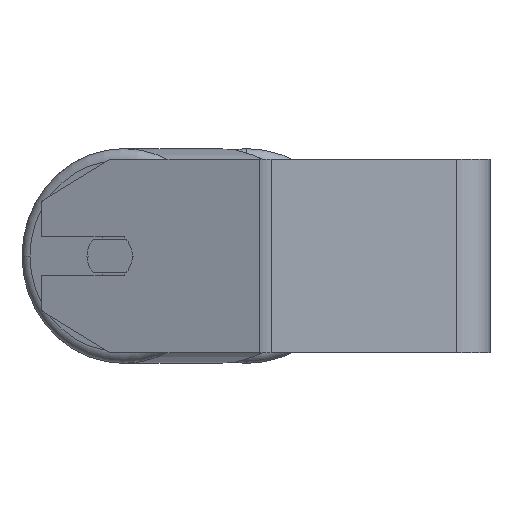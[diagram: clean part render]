
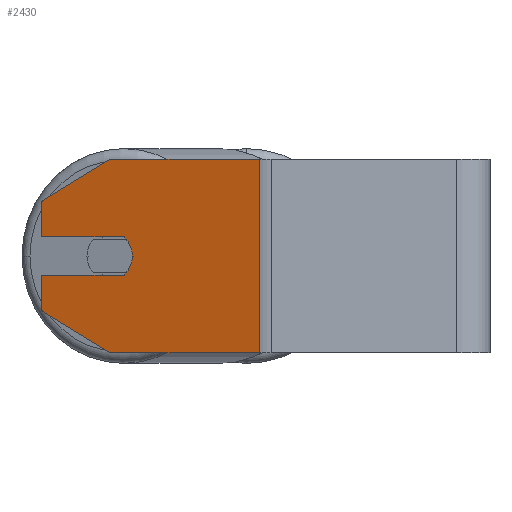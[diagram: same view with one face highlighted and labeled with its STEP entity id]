
A CAD part, left-side view. The second image highlights one B-rep face of the part: STEP entity #2430.
In plain terms, the highlighted planar face has unit normal (-0.94, 0.342, 0).
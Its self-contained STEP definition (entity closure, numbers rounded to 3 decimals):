
#24 = ORIENTED_EDGE ( 'NONE', *, *, #4288, .F. ) ;
#248 = LINE ( 'NONE', #4067, #3087 ) ;
#391 = CARTESIAN_POINT ( 'NONE',  ( -216.278, 185.801, -8. ) ) ;
#472 = DIRECTION ( 'NONE',  ( 0.342, 0.94, 0. ) ) ;
#583 = CARTESIAN_POINT ( 'NONE',  ( -216.278, 185.801, 8. ) ) ;
#894 = CARTESIAN_POINT ( 'NONE',  ( -228.59, 151.972, -8. ) ) ;
#1058 = CARTESIAN_POINT ( 'NONE',  ( -216.278, 185.801, 22.679 ) ) ;
#1073 = LINE ( 'NONE', #5658, #7560 ) ;
#1090 = CARTESIAN_POINT ( 'NONE',  ( -226.538, 157.61, -40. ) ) ;
#1175 = AXIS2_PLACEMENT_3D ( 'NONE', #3408, #7232, #3372 ) ;
#1204 = EDGE_CURVE ( 'NONE', #8160, #7902, #8111, .T. ) ;
#1240 = DIRECTION ( 'NONE',  ( 0., 0., -1. ) ) ;
#1273 = VECTOR ( 'NONE', #6879, 1000. ) ;
#1301 = EDGE_CURVE ( 'NONE', #4588, #4323, #3002, .T. ) ;
#1396 = DIRECTION ( 'NONE',  ( 0.94, -0.342, 0. ) ) ;
#1445 = CARTESIAN_POINT ( 'NONE',  ( -226.538, 157.61, 40. ) ) ;
#1489 = CARTESIAN_POINT ( 'NONE',  ( -216.278, 185.801, 40. ) ) ;
#1606 = ORIENTED_EDGE ( 'NONE', *, *, #5474, .T. ) ;
#1641 = ORIENTED_EDGE ( 'NONE', *, *, #6573, .F. ) ;
#1649 = CARTESIAN_POINT ( 'NONE',  ( -216.278, 185.801, 40. ) ) ;
#1697 = LINE ( 'NONE', #8407, #3614 ) ;
#1720 = CARTESIAN_POINT ( 'NONE',  ( -226.538, 157.61, -40. ) ) ;
#1882 = DIRECTION ( 'NONE',  ( -0.342, -0.94, 0. ) ) ;
#2004 = FACE_OUTER_BOUND ( 'NONE', #2583, .T. ) ;
#2011 = ORIENTED_EDGE ( 'NONE', *, *, #5834, .F. ) ;
#2164 = CARTESIAN_POINT ( 'NONE',  ( -216.278, 185.801, 40. ) ) ;
#2203 = DIRECTION ( 'NONE',  ( -0.342, -0.94, 0. ) ) ;
#2430 = ADVANCED_FACE ( 'NONE', ( #2004 ), #7892, .F. ) ;
#2583 = EDGE_LOOP ( 'NONE', ( #1641, #2011, #4913, #5774, #1606, #4331, #8182, #5708, #5982, #24, #5475 ) ) ;
#2991 = CARTESIAN_POINT ( 'NONE',  ( -226.538, 157.61, 0. ) ) ;
#3002 = LINE ( 'NONE', #1090, #1273 ) ;
#3004 = EDGE_CURVE ( 'NONE', #5579, #8160, #1697, .T. ) ;
#3087 = VECTOR ( 'NONE', #2203, 1000. ) ;
#3292 = VECTOR ( 'NONE', #5476, 1000. ) ;
#3321 = VECTOR ( 'NONE', #1240, 1000. ) ;
#3372 = DIRECTION ( 'NONE',  ( -0.342, -0.94, 0. ) ) ;
#3408 = CARTESIAN_POINT ( 'NONE',  ( -226.538, 157.61, 0. ) ) ;
#3483 = CARTESIAN_POINT ( 'NONE',  ( -216.278, 185.801, -22.679 ) ) ;
#3527 = VERTEX_POINT ( 'NONE', #4321 ) ;
#3614 = VECTOR ( 'NONE', #6550, 1000. ) ;
#3824 = CARTESIAN_POINT ( 'NONE',  ( -216.278, 185.801, -40. ) ) ;
#3851 = VECTOR ( 'NONE', #6494, 1000. ) ;
#3866 = AXIS2_PLACEMENT_3D ( 'NONE', #2164, #1396, #7983 ) ;
#4067 = CARTESIAN_POINT ( 'NONE',  ( -216.278, 185.801, 40. ) ) ;
#4235 = VECTOR ( 'NONE', #1882, 1000. ) ;
#4255 = CARTESIAN_POINT ( 'NONE',  ( -249.156, 95.469, 40. ) ) ;
#4288 = EDGE_CURVE ( 'NONE', #5720, #7902, #1073, .T. ) ;
#4321 = CARTESIAN_POINT ( 'NONE',  ( -229.959, 148.213, 0. ) ) ;
#4323 = VERTEX_POINT ( 'NONE', #1720 ) ;
#4331 = ORIENTED_EDGE ( 'NONE', *, *, #7596, .F. ) ;
#4343 = LINE ( 'NONE', #3824, #4235 ) ;
#4469 = CARTESIAN_POINT ( 'NONE',  ( -249.156, 95.469, 40. ) ) ;
#4543 = EDGE_CURVE ( 'NONE', #5579, #5419, #248, .T. ) ;
#4588 = VERTEX_POINT ( 'NONE', #3483 ) ;
#4858 = DIRECTION ( 'NONE',  ( -0.94, 0.342, 0. ) ) ;
#4913 = ORIENTED_EDGE ( 'NONE', *, *, #5749, .T. ) ;
#5012 = CARTESIAN_POINT ( 'NONE',  ( -228.59, 151.972, -8. ) ) ;
#5198 = CARTESIAN_POINT ( 'NONE',  ( -249.156, 95.469, -40. ) ) ;
#5294 = EDGE_CURVE ( 'NONE', #3527, #5720, #7684, .T. ) ;
#5419 = VERTEX_POINT ( 'NONE', #4255 ) ;
#5443 = DIRECTION ( 'NONE',  ( -0.342, -0.94, 0. ) ) ;
#5474 = EDGE_CURVE ( 'NONE', #4323, #7155, #4343, .T. ) ;
#5475 = ORIENTED_EDGE ( 'NONE', *, *, #5294, .F. ) ;
#5476 = DIRECTION ( 'NONE',  ( 0., 0., -1. ) ) ;
#5533 = VERTEX_POINT ( 'NONE', #391 ) ;
#5566 = DIRECTION ( 'NONE',  ( -0.342, -0.94, 0. ) ) ;
#5579 = VERTEX_POINT ( 'NONE', #1445 ) ;
#5598 = VECTOR ( 'NONE', #5566, 1000. ) ;
#5658 = CARTESIAN_POINT ( 'NONE',  ( -228.59, 151.972, 8. ) ) ;
#5708 = ORIENTED_EDGE ( 'NONE', *, *, #3004, .T. ) ;
#5720 = VERTEX_POINT ( 'NONE', #6026 ) ;
#5749 = EDGE_CURVE ( 'NONE', #5533, #4588, #6623, .T. ) ;
#5774 = ORIENTED_EDGE ( 'NONE', *, *, #1301, .T. ) ;
#5834 = EDGE_CURVE ( 'NONE', #5533, #7732, #6893, .T. ) ;
#5982 = ORIENTED_EDGE ( 'NONE', *, *, #1204, .T. ) ;
#6007 = CIRCLE ( 'NONE', #6554, 10. ) ;
#6026 = CARTESIAN_POINT ( 'NONE',  ( -228.59, 151.972, 8. ) ) ;
#6494 = DIRECTION ( 'NONE',  ( 0., 0., -1. ) ) ;
#6550 = DIRECTION ( 'NONE',  ( 0.296, 0.814, -0.5 ) ) ;
#6554 = AXIS2_PLACEMENT_3D ( 'NONE', #2991, #4858, #5443 ) ;
#6573 = EDGE_CURVE ( 'NONE', #7732, #3527, #6007, .T. ) ;
#6623 = LINE ( 'NONE', #1489, #3292 ) ;
#6879 = DIRECTION ( 'NONE',  ( -0.296, -0.814, -0.5 ) ) ;
#6893 = LINE ( 'NONE', #5012, #5598 ) ;
#7155 = VERTEX_POINT ( 'NONE', #5198 ) ;
#7232 = DIRECTION ( 'NONE',  ( -0.94, 0.342, 0. ) ) ;
#7560 = VECTOR ( 'NONE', #472, 1000. ) ;
#7596 = EDGE_CURVE ( 'NONE', #5419, #7155, #7778, .T. ) ;
#7684 = CIRCLE ( 'NONE', #1175, 10. ) ;
#7732 = VERTEX_POINT ( 'NONE', #894 ) ;
#7778 = LINE ( 'NONE', #4469, #3321 ) ;
#7892 = PLANE ( 'NONE',  #3866 ) ;
#7902 = VERTEX_POINT ( 'NONE', #583 ) ;
#7983 = DIRECTION ( 'NONE',  ( 0.342, 0.94, 0. ) ) ;
#8111 = LINE ( 'NONE', #1649, #3851 ) ;
#8160 = VERTEX_POINT ( 'NONE', #1058 ) ;
#8182 = ORIENTED_EDGE ( 'NONE', *, *, #4543, .F. ) ;
#8407 = CARTESIAN_POINT ( 'NONE',  ( -216.278, 185.801, 22.679 ) ) ;
